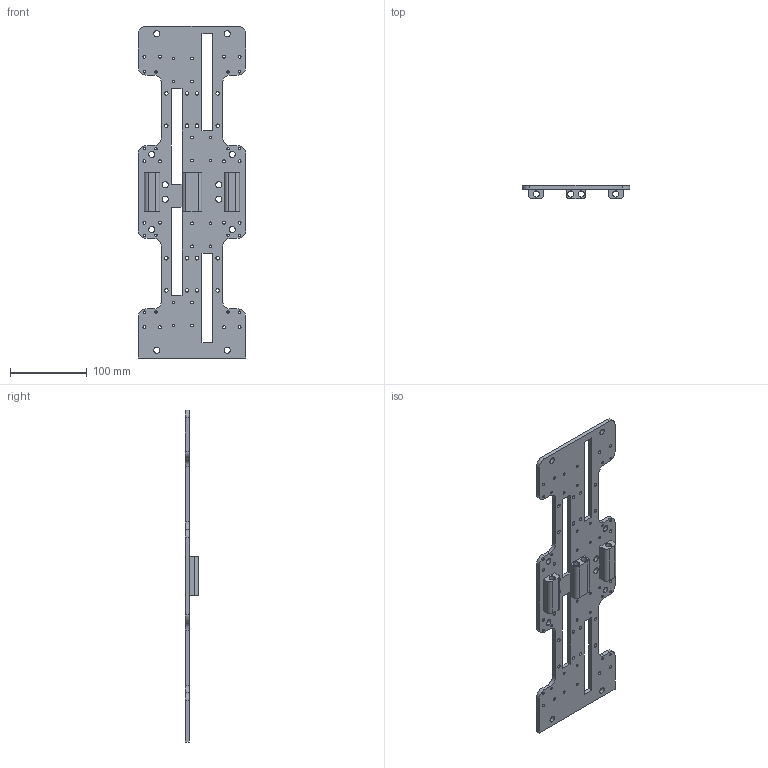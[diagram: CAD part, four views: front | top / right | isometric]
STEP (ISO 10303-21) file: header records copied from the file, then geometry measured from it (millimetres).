
FILE_DESCRIPTION (( 'STEP AP203' ), '1' );
FILE_NAME ('Chassis_Filament.STEP', '2025-09-04T18:00:36', ( '' ), ( '' ), 'SwSTEP 2.0', 'SolidWorks 2025', '' );
FILE_SCHEMA (( 'CONFIG_CONTROL_DESIGN' ));
Length unit declared in the file: centimetre
Products named in the file (1): Chassis_Filament
Bounding box: 140 x 17 x 433.03 mm (x, y, z)
Volume: 235757.9 mm3; surface area: 109377 mm2
Topology: 1 solids, 1 shells, 235 faces, 696 edges, 464 vertices
Faces by surface type: cylinder 184, plane 51
Entity records: 8471 total; most frequent: DIRECTION 1536, CARTESIAN_POINT 1396, ORIENTED_EDGE 1392, EDGE_CURVE 696, AXIS2_PLACEMENT_3D 604, VERTEX_POINT 464, EDGE_LOOP 404, CIRCLE 368
